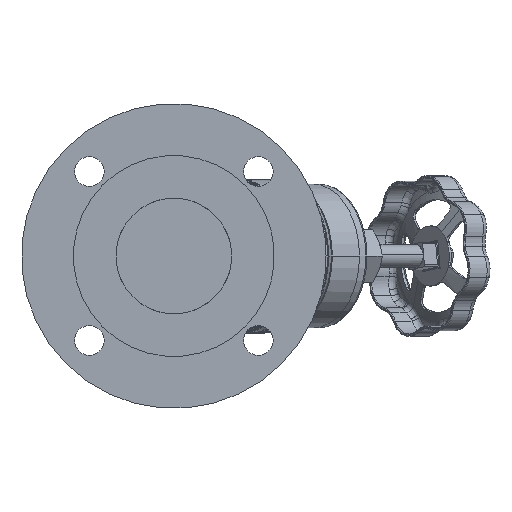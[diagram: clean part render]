
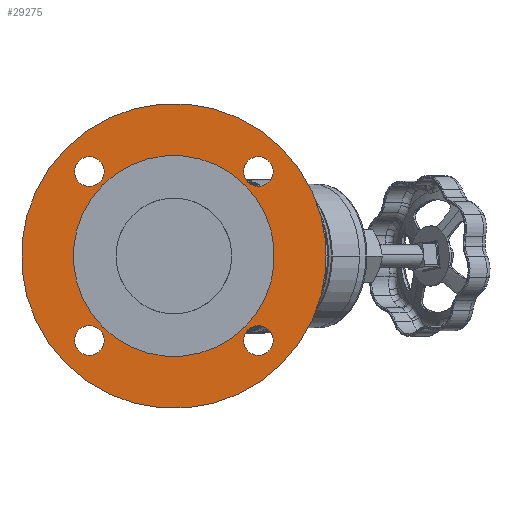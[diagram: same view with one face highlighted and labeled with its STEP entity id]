
A CAD part, front view. The second image highlights one B-rep face of the part: STEP entity #29275.
In plain terms, the highlighted planar face has unit normal (0, -1, 0).
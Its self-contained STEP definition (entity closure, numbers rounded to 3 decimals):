
#248 = VERTEX_POINT ( 'NONE', #35126 ) ;
#2410 = DIRECTION ( 'NONE',  ( 0., -1., 0. ) ) ;
#2705 = DIRECTION ( 'NONE',  ( 0., 1., 0. ) ) ;
#2712 = AXIS2_PLACEMENT_3D ( 'NONE', #35251, #2705, #7749 ) ;
#2791 = DIRECTION ( 'NONE',  ( 1., 0., 0. ) ) ;
#3140 = CARTESIAN_POINT ( 'NONE',  ( -72.5, 2., 0. ) ) ;
#3326 = CIRCLE ( 'NONE', #2712, 9. ) ;
#3340 = CARTESIAN_POINT ( 'NONE',  ( 9., 2., -72.5 ) ) ;
#3618 = CARTESIAN_POINT ( 'NONE',  ( -61., 2., 0. ) ) ;
#4235 = CIRCLE ( 'NONE', #29775, 92.5 ) ;
#4637 = CIRCLE ( 'NONE', #30166, 61. ) ;
#4993 = VERTEX_POINT ( 'NONE', #3340 ) ;
#4996 = FACE_OUTER_BOUND ( 'NONE', #10755, .T. ) ;
#5434 = VERTEX_POINT ( 'NONE', #36982 ) ;
#5494 = DIRECTION ( 'NONE',  ( 0., 1., 0. ) ) ;
#5740 = EDGE_LOOP ( 'NONE', ( #29757, #7739 ) ) ;
#6017 = CIRCLE ( 'NONE', #12834, 9. ) ;
#6085 = EDGE_CURVE ( 'NONE', #5434, #11446, #4637, .T. ) ;
#6106 = VERTEX_POINT ( 'NONE', #10311 ) ;
#6192 = CARTESIAN_POINT ( 'NONE',  ( -92.5, 2., 0. ) ) ;
#7168 = EDGE_CURVE ( 'NONE', #248, #9179, #17756, .T. ) ;
#7539 = VERTEX_POINT ( 'NONE', #24102 ) ;
#7579 = AXIS2_PLACEMENT_3D ( 'NONE', #23058, #34957, #2791 ) ;
#7629 = DIRECTION ( 'NONE',  ( 0., 1., 0. ) ) ;
#7739 = ORIENTED_EDGE ( 'NONE', *, *, #15242, .F. ) ;
#7749 = DIRECTION ( 'NONE',  ( 0., 0., 1. ) ) ;
#7827 = CARTESIAN_POINT ( 'NONE',  ( 0., 2., 72.5 ) ) ;
#7890 = FACE_BOUND ( 'NONE', #8174, .T. ) ;
#8085 = FACE_BOUND ( 'NONE', #22860, .T. ) ;
#8174 = EDGE_LOOP ( 'NONE', ( #36489, #8575 ) ) ;
#8180 = DIRECTION ( 'NONE',  ( 0., 1., 0. ) ) ;
#8413 = EDGE_CURVE ( 'NONE', #4993, #10016, #16586, .T. ) ;
#8575 = ORIENTED_EDGE ( 'NONE', *, *, #17582, .T. ) ;
#8709 = EDGE_CURVE ( 'NONE', #37958, #6106, #6017, .T. ) ;
#9179 = VERTEX_POINT ( 'NONE', #18536 ) ;
#10016 = VERTEX_POINT ( 'NONE', #25627 ) ;
#10311 = CARTESIAN_POINT ( 'NONE',  ( 72.5, 2., 9. ) ) ;
#10575 = CARTESIAN_POINT ( 'NONE',  ( 0., 2., 72.5 ) ) ;
#10601 = DIRECTION ( 'NONE',  ( 0., -1., 0. ) ) ;
#10755 = EDGE_LOOP ( 'NONE', ( #16095, #28751 ) ) ;
#11348 = CARTESIAN_POINT ( 'NONE',  ( -72.5, 2., -9. ) ) ;
#11446 = VERTEX_POINT ( 'NONE', #3618 ) ;
#11569 = DIRECTION ( 'NONE',  ( 0., 0., -1. ) ) ;
#11575 = DIRECTION ( 'NONE',  ( 0., 1., 0. ) ) ;
#12308 = CARTESIAN_POINT ( 'NONE',  ( 72.5, 2., 0. ) ) ;
#12834 = AXIS2_PLACEMENT_3D ( 'NONE', #13408, #11575, #20559 ) ;
#12996 = CIRCLE ( 'NONE', #36022, 9. ) ;
#13408 = CARTESIAN_POINT ( 'NONE',  ( 72.5, 2., 0. ) ) ;
#13641 = AXIS2_PLACEMENT_3D ( 'NONE', #14438, #5494, #29449 ) ;
#13680 = DIRECTION ( 'NONE',  ( 1., 0., 0. ) ) ;
#13699 = DIRECTION ( 'NONE',  ( 0., 1., 0. ) ) ;
#14129 = DIRECTION ( 'NONE',  ( 0., -1., 0. ) ) ;
#14313 = EDGE_CURVE ( 'NONE', #17137, #27574, #31226, .T. ) ;
#14438 = CARTESIAN_POINT ( 'NONE',  ( 0., 2., -72.5 ) ) ;
#14811 = DIRECTION ( 'NONE',  ( -1., 0., 0. ) ) ;
#15063 = EDGE_LOOP ( 'NONE', ( #29827, #35518 ) ) ;
#15210 = ORIENTED_EDGE ( 'NONE', *, *, #35259, .T. ) ;
#15242 = EDGE_CURVE ( 'NONE', #11446, #5434, #33122, .T. ) ;
#16095 = ORIENTED_EDGE ( 'NONE', *, *, #26827, .T. ) ;
#16291 = FACE_BOUND ( 'NONE', #5740, .T. ) ;
#16586 = CIRCLE ( 'NONE', #27148, 9. ) ;
#16950 = CIRCLE ( 'NONE', #25012, 9. ) ;
#17011 = CARTESIAN_POINT ( 'NONE',  ( 0., 2., 0. ) ) ;
#17137 = VERTEX_POINT ( 'NONE', #6192 ) ;
#17582 = EDGE_CURVE ( 'NONE', #9179, #248, #16950, .T. ) ;
#17634 = VERTEX_POINT ( 'NONE', #11348 ) ;
#17756 = CIRCLE ( 'NONE', #32709, 9. ) ;
#18536 = CARTESIAN_POINT ( 'NONE',  ( -9., 2., 72.5 ) ) ;
#18933 = EDGE_CURVE ( 'NONE', #17634, #7539, #3326, .T. ) ;
#19526 = DIRECTION ( 'NONE',  ( 1., 0., 0. ) ) ;
#19979 = PLANE ( 'NONE',  #29545 ) ;
#20002 = AXIS2_PLACEMENT_3D ( 'NONE', #17011, #2410, #13680 ) ;
#20332 = DIRECTION ( 'NONE',  ( 0., 1., 0. ) ) ;
#20483 = DIRECTION ( 'NONE',  ( 0., 1., 0. ) ) ;
#20559 = DIRECTION ( 'NONE',  ( 0., 0., -1. ) ) ;
#21775 = CARTESIAN_POINT ( 'NONE',  ( 72.5, 2., -9. ) ) ;
#22016 = CARTESIAN_POINT ( 'NONE',  ( 0., 2., 0. ) ) ;
#22315 = ORIENTED_EDGE ( 'NONE', *, *, #18933, .T. ) ;
#22860 = EDGE_LOOP ( 'NONE', ( #36744, #30235 ) ) ;
#22912 = FACE_BOUND ( 'NONE', #25168, .T. ) ;
#23058 = CARTESIAN_POINT ( 'NONE',  ( 0., 2., 0. ) ) ;
#23091 = DIRECTION ( 'NONE',  ( 1., 0., 0. ) ) ;
#24102 = CARTESIAN_POINT ( 'NONE',  ( -72.5, 2., 9. ) ) ;
#25012 = AXIS2_PLACEMENT_3D ( 'NONE', #10575, #13699, #25779 ) ;
#25168 = EDGE_LOOP ( 'NONE', ( #15210, #22315 ) ) ;
#25627 = CARTESIAN_POINT ( 'NONE',  ( -9., 2., -72.5 ) ) ;
#25779 = DIRECTION ( 'NONE',  ( 1., 0., 0. ) ) ;
#25803 = CARTESIAN_POINT ( 'NONE',  ( 0., 2., 0. ) ) ;
#26827 = EDGE_CURVE ( 'NONE', #27574, #17137, #4235, .T. ) ;
#27148 = AXIS2_PLACEMENT_3D ( 'NONE', #34904, #8180, #14811 ) ;
#27574 = VERTEX_POINT ( 'NONE', #30143 ) ;
#28751 = ORIENTED_EDGE ( 'NONE', *, *, #14313, .T. ) ;
#29275 = ADVANCED_FACE ( 'NONE', ( #16291, #7890, #22912, #37148, #8085, #4996 ), #19979, .T. ) ;
#29449 = DIRECTION ( 'NONE',  ( -1., 0., 0. ) ) ;
#29545 = AXIS2_PLACEMENT_3D ( 'NONE', #31884, #14129, #11569 ) ;
#29757 = ORIENTED_EDGE ( 'NONE', *, *, #6085, .F. ) ;
#29775 = AXIS2_PLACEMENT_3D ( 'NONE', #25803, #10601, #23091 ) ;
#29827 = ORIENTED_EDGE ( 'NONE', *, *, #35286, .T. ) ;
#30143 = CARTESIAN_POINT ( 'NONE',  ( 92.5, 2., 0. ) ) ;
#30166 = AXIS2_PLACEMENT_3D ( 'NONE', #22016, #31193, #30611 ) ;
#30235 = ORIENTED_EDGE ( 'NONE', *, *, #35064, .T. ) ;
#30458 = AXIS2_PLACEMENT_3D ( 'NONE', #3140, #20483, #32382 ) ;
#30611 = DIRECTION ( 'NONE',  ( 1., 0., 0. ) ) ;
#31193 = DIRECTION ( 'NONE',  ( 0., -1., 0. ) ) ;
#31226 = CIRCLE ( 'NONE', #20002, 92.5 ) ;
#31884 = CARTESIAN_POINT ( 'NONE',  ( 76.75, 2., 0. ) ) ;
#32382 = DIRECTION ( 'NONE',  ( 0., 0., 1. ) ) ;
#32709 = AXIS2_PLACEMENT_3D ( 'NONE', #7827, #7629, #19526 ) ;
#33122 = CIRCLE ( 'NONE', #7579, 61. ) ;
#34837 = CIRCLE ( 'NONE', #13641, 9. ) ;
#34904 = CARTESIAN_POINT ( 'NONE',  ( 0., 2., -72.5 ) ) ;
#34957 = DIRECTION ( 'NONE',  ( 0., -1., 0. ) ) ;
#35064 = EDGE_CURVE ( 'NONE', #6106, #37958, #12996, .T. ) ;
#35126 = CARTESIAN_POINT ( 'NONE',  ( 9., 2., 72.5 ) ) ;
#35251 = CARTESIAN_POINT ( 'NONE',  ( -72.5, 2., 0. ) ) ;
#35259 = EDGE_CURVE ( 'NONE', #7539, #17634, #36051, .T. ) ;
#35286 = EDGE_CURVE ( 'NONE', #10016, #4993, #34837, .T. ) ;
#35340 = DIRECTION ( 'NONE',  ( 0., 0., -1. ) ) ;
#35518 = ORIENTED_EDGE ( 'NONE', *, *, #8413, .T. ) ;
#36022 = AXIS2_PLACEMENT_3D ( 'NONE', #12308, #20332, #35340 ) ;
#36051 = CIRCLE ( 'NONE', #30458, 9. ) ;
#36489 = ORIENTED_EDGE ( 'NONE', *, *, #7168, .T. ) ;
#36744 = ORIENTED_EDGE ( 'NONE', *, *, #8709, .T. ) ;
#36982 = CARTESIAN_POINT ( 'NONE',  ( 61., 2., 0. ) ) ;
#37148 = FACE_BOUND ( 'NONE', #15063, .T. ) ;
#37958 = VERTEX_POINT ( 'NONE', #21775 ) ;
